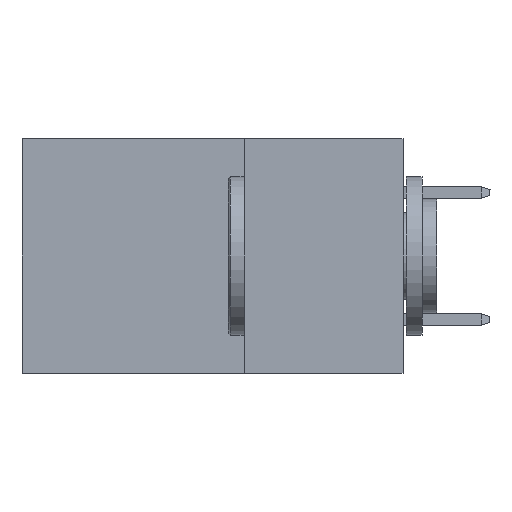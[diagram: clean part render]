
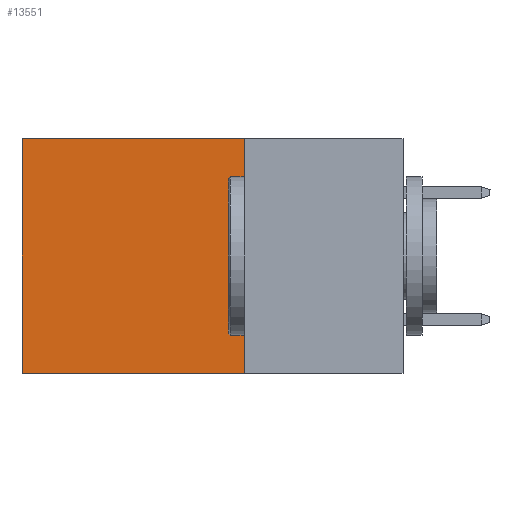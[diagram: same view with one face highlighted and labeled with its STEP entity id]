
A CAD part, left-side view. The second image highlights one B-rep face of the part: STEP entity #13551.
In plain terms, the highlighted planar face has unit normal (-1, 0, 0).
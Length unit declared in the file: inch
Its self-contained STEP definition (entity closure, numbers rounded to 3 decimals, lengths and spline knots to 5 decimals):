
#264 = EDGE_LOOP ( 'NONE', ( #11596, #2916, #7075, #2738 ) ) ;
#296 = VERTEX_POINT ( 'NONE', #9462 ) ;
#582 = LINE ( 'NONE', #8066, #12104 ) ;
#1073 = EDGE_CURVE ( 'NONE', #2797, #2239, #10611, .T. ) ;
#1091 = DIRECTION ( 'NONE',  ( 0., 0., -1. ) ) ;
#1309 = PLANE ( 'NONE',  #3933 ) ;
#2239 = VERTEX_POINT ( 'NONE', #9838 ) ;
#2738 = ORIENTED_EDGE ( 'NONE', *, *, #4887, .T. ) ;
#2797 = VERTEX_POINT ( 'NONE', #5910 ) ;
#2834 = DIRECTION ( 'NONE',  ( 0., 0., -1. ) ) ;
#2916 = ORIENTED_EDGE ( 'NONE', *, *, #5243, .F. ) ;
#3770 = CARTESIAN_POINT ( 'NONE',  ( 0.2875, 0.25, 0. ) ) ;
#3855 = CARTESIAN_POINT ( 'NONE',  ( 0.2875, 0.6, 0. ) ) ;
#3933 = AXIS2_PLACEMENT_3D ( 'NONE', #3770, #15377, #2834 ) ;
#4672 = CARTESIAN_POINT ( 'NONE',  ( 0.2875, 0.6, -0.37 ) ) ;
#4887 = EDGE_CURVE ( 'NONE', #2797, #296, #582, .T. ) ;
#5243 = EDGE_CURVE ( 'NONE', #2239, #7533, #11015, .T. ) ;
#5910 = CARTESIAN_POINT ( 'NONE',  ( 0.2875, 0.25, 0. ) ) ;
#7075 = ORIENTED_EDGE ( 'NONE', *, *, #1073, .F. ) ;
#7533 = VERTEX_POINT ( 'NONE', #4672 ) ;
#7537 = CARTESIAN_POINT ( 'NONE',  ( 0.2875, 0.25, -0.37 ) ) ;
#7990 = DIRECTION ( 'NONE',  ( 0., 1., 0. ) ) ;
#8066 = CARTESIAN_POINT ( 'NONE',  ( 0.2875, 0.25, 0. ) ) ;
#9462 = CARTESIAN_POINT ( 'NONE',  ( 0.2875, 0.6, 0. ) ) ;
#9645 = VECTOR ( 'NONE', #10062, 39.37008 ) ;
#9838 = CARTESIAN_POINT ( 'NONE',  ( 0.2875, 0.25, -0.37 ) ) ;
#9888 = LINE ( 'NONE', #3855, #9645 ) ;
#10062 = DIRECTION ( 'NONE',  ( 0., 0., -1. ) ) ;
#10611 = LINE ( 'NONE', #16148, #12530 ) ;
#10802 = VECTOR ( 'NONE', #14792, 39.37008 ) ;
#11015 = LINE ( 'NONE', #7537, #10802 ) ;
#11207 = EDGE_CURVE ( 'NONE', #296, #7533, #9888, .T. ) ;
#11596 = ORIENTED_EDGE ( 'NONE', *, *, #11207, .T. ) ;
#12104 = VECTOR ( 'NONE', #7990, 39.37008 ) ;
#12530 = VECTOR ( 'NONE', #1091, 39.37008 ) ;
#13551 = ADVANCED_FACE ( 'NONE', ( #14058 ), #1309, .F. ) ;
#14058 = FACE_OUTER_BOUND ( 'NONE', #264, .T. ) ;
#14792 = DIRECTION ( 'NONE',  ( 0., 1., 0. ) ) ;
#15377 = DIRECTION ( 'NONE',  ( 1., 0., 0. ) ) ;
#16148 = CARTESIAN_POINT ( 'NONE',  ( 0.2875, 0.25, 0. ) ) ;
